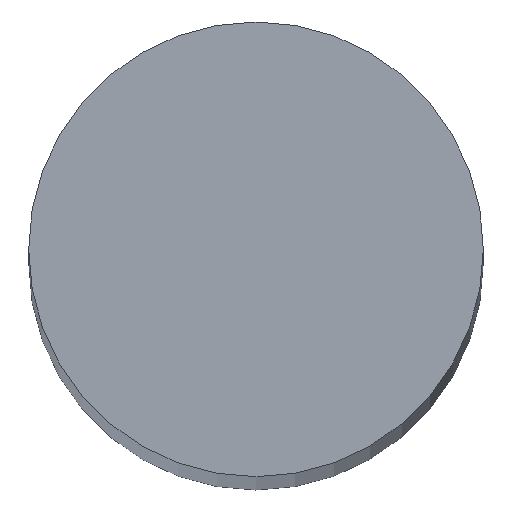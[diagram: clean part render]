
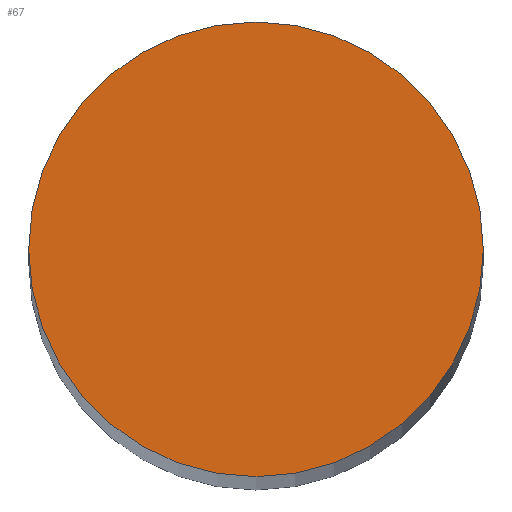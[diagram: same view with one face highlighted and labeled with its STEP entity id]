
A CAD part, top view. The second image highlights one B-rep face of the part: STEP entity #67.
In plain terms, the highlighted planar face has unit normal (0, 0, 1).
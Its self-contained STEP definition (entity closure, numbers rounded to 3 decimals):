
#6 = ORIENTED_EDGE ( 'NONE', *, *, #172, .T. ) ;
#9 = CARTESIAN_POINT ( 'NONE',  ( -4., 0., 134. ) ) ;
#25 = DIRECTION ( 'NONE',  ( 0., 0., 1. ) ) ;
#34 = ORIENTED_EDGE ( 'NONE', *, *, #84, .T. ) ;
#37 = DIRECTION ( 'NONE',  ( 1., 0., 0. ) ) ;
#38 = CARTESIAN_POINT ( 'NONE',  ( 0., 0., 134. ) ) ;
#41 = AXIS2_PLACEMENT_3D ( 'NONE', #161, #25, #37 ) ;
#51 = CARTESIAN_POINT ( 'NONE',  ( 0., 0., 134. ) ) ;
#67 = ADVANCED_FACE ( 'NONE', ( #133 ), #117, .T. ) ;
#72 = EDGE_LOOP ( 'NONE', ( #6, #34 ) ) ;
#73 = VERTEX_POINT ( 'NONE', #9 ) ;
#82 = VERTEX_POINT ( 'NONE', #160 ) ;
#84 = EDGE_CURVE ( 'NONE', #82, #73, #107, .T. ) ;
#87 = AXIS2_PLACEMENT_3D ( 'NONE', #38, #174, #120 ) ;
#102 = DIRECTION ( 'NONE',  ( 1., 0., 0. ) ) ;
#107 = CIRCLE ( 'NONE', #131, 4. ) ;
#117 = PLANE ( 'NONE',  #41 ) ;
#120 = DIRECTION ( 'NONE',  ( 1., 0., 0. ) ) ;
#130 = DIRECTION ( 'NONE',  ( 0., 0., 1. ) ) ;
#131 = AXIS2_PLACEMENT_3D ( 'NONE', #51, #130, #102 ) ;
#133 = FACE_OUTER_BOUND ( 'NONE', #72, .T. ) ;
#140 = CIRCLE ( 'NONE', #87, 4. ) ;
#160 = CARTESIAN_POINT ( 'NONE',  ( 4., 0., 134. ) ) ;
#161 = CARTESIAN_POINT ( 'NONE',  ( 0., 0., 134. ) ) ;
#172 = EDGE_CURVE ( 'NONE', #73, #82, #140, .T. ) ;
#174 = DIRECTION ( 'NONE',  ( 0., 0., 1. ) ) ;
